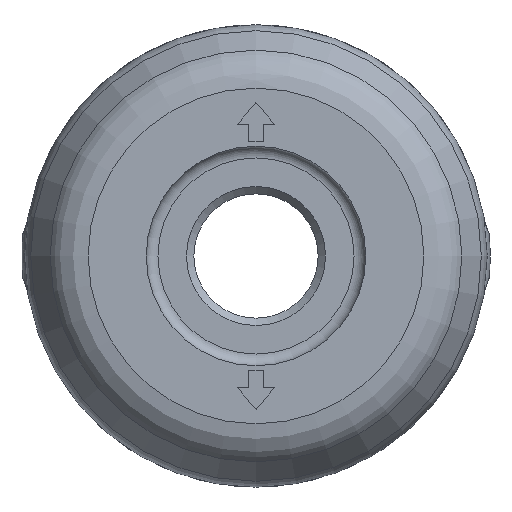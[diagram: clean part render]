
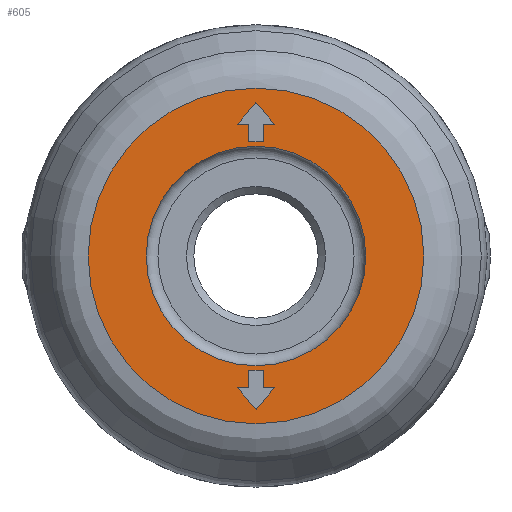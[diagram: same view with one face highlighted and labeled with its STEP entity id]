
A CAD part, front view. The second image highlights one B-rep face of the part: STEP entity #605.
In plain terms, the highlighted planar face has unit normal (0, -1, 0).
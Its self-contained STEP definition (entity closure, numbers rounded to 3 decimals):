
#3 = EDGE_CURVE ( 'NONE', #808, #808, #1314, .T. ) ;
#16 = VERTEX_POINT ( 'NONE', #1818 ) ;
#42 = EDGE_LOOP ( 'NONE', ( #1835 ) ) ;
#43 = CARTESIAN_POINT ( 'NONE',  ( -0.5, 0., -9. ) ) ;
#50 = VERTEX_POINT ( 'NONE', #1400 ) ;
#59 = CARTESIAN_POINT ( 'NONE',  ( 0., 0., 7.5 ) ) ;
#62 = CARTESIAN_POINT ( 'NONE',  ( 1.259, 0., -9. ) ) ;
#90 = CARTESIAN_POINT ( 'NONE',  ( -0.5, 0., 7.8 ) ) ;
#107 = CARTESIAN_POINT ( 'NONE',  ( -0.5, 0., 9. ) ) ;
#156 = CIRCLE ( 'NONE', #488, 7.5 ) ;
#172 = VERTEX_POINT ( 'NONE', #1353 ) ;
#173 = VERTEX_POINT ( 'NONE', #323 ) ;
#201 = ORIENTED_EDGE ( 'NONE', *, *, #1079, .F. ) ;
#202 = DIRECTION ( 'NONE',  ( 0.643, 0., 0.766 ) ) ;
#207 = LINE ( 'NONE', #62, #315 ) ;
#212 = EDGE_CURVE ( 'NONE', #887, #1500, #628, .T. ) ;
#223 = CARTESIAN_POINT ( 'NONE',  ( 0., 0., -10.5 ) ) ;
#230 = VECTOR ( 'NONE', #1479, 1000. ) ;
#254 = EDGE_CURVE ( 'NONE', #173, #50, #1638, .T. ) ;
#260 = CARTESIAN_POINT ( 'NONE',  ( -0.5, 0., 7.8 ) ) ;
#263 = DIRECTION ( 'NONE',  ( 0., 0., 1. ) ) ;
#267 = VERTEX_POINT ( 'NONE', #845 ) ;
#288 = FACE_BOUND ( 'NONE', #1713, .T. ) ;
#300 = ORIENTED_EDGE ( 'NONE', *, *, #1416, .T. ) ;
#315 = VECTOR ( 'NONE', #1790, 1000. ) ;
#316 = ORIENTED_EDGE ( 'NONE', *, *, #254, .T. ) ;
#318 = DIRECTION ( 'NONE',  ( 0., 1., 0. ) ) ;
#319 = LINE ( 'NONE', #43, #574 ) ;
#323 = CARTESIAN_POINT ( 'NONE',  ( 0.5, 0., 9. ) ) ;
#326 = FACE_BOUND ( 'NONE', #1260, .T. ) ;
#335 = DIRECTION ( 'NONE',  ( 0.643, 0., -0.766 ) ) ;
#349 = DIRECTION ( 'NONE',  ( 0., 0., -1. ) ) ;
#352 = CARTESIAN_POINT ( 'NONE',  ( -0.5, 0., -9. ) ) ;
#360 = LINE ( 'NONE', #923, #997 ) ;
#371 = CARTESIAN_POINT ( 'NONE',  ( 0., 0., -10.5 ) ) ;
#391 = LINE ( 'NONE', #951, #1571 ) ;
#399 = DIRECTION ( 'NONE',  ( 0.643, 0., 0.766 ) ) ;
#426 = CARTESIAN_POINT ( 'NONE',  ( 0., 0., 10.5 ) ) ;
#436 = DIRECTION ( 'NONE',  ( 0., 1., 0. ) ) ;
#442 = VERTEX_POINT ( 'NONE', #1698 ) ;
#461 = CARTESIAN_POINT ( 'NONE',  ( 1.259, 0., -9. ) ) ;
#462 = CARTESIAN_POINT ( 'NONE',  ( 0., 0., -7.5 ) ) ;
#474 = VERTEX_POINT ( 'NONE', #260 ) ;
#488 = AXIS2_PLACEMENT_3D ( 'NONE', #1444, #436, #1008 ) ;
#513 = VECTOR ( 'NONE', #202, 1000. ) ;
#553 = EDGE_CURVE ( 'NONE', #442, #1738, #1324, .T. ) ;
#568 = LINE ( 'NONE', #1735, #912 ) ;
#571 = ORIENTED_EDGE ( 'NONE', *, *, #1373, .F. ) ;
#574 = VECTOR ( 'NONE', #1495, 1000. ) ;
#605 = ADVANCED_FACE ( 'NONE', ( #1182, #1603, #326, #288 ), #1753, .F. ) ;
#628 = LINE ( 'NONE', #1763, #230 ) ;
#633 = LINE ( 'NONE', #1605, #1632 ) ;
#642 = CARTESIAN_POINT ( 'NONE',  ( 0.5, 0., -9. ) ) ;
#654 = ORIENTED_EDGE ( 'NONE', *, *, #782, .F. ) ;
#659 = VECTOR ( 'NONE', #900, 1000. ) ;
#684 = LINE ( 'NONE', #223, #513 ) ;
#739 = EDGE_CURVE ( 'NONE', #172, #442, #391, .T. ) ;
#756 = CARTESIAN_POINT ( 'NONE',  ( 1.259, 0., 9. ) ) ;
#760 = ORIENTED_EDGE ( 'NONE', *, *, #739, .T. ) ;
#779 = VERTEX_POINT ( 'NONE', #59 ) ;
#782 = EDGE_CURVE ( 'NONE', #1623, #1806, #684, .T. ) ;
#784 = DIRECTION ( 'NONE',  ( -1., 0., 0. ) ) ;
#808 = VERTEX_POINT ( 'NONE', #1630 ) ;
#827 = ORIENTED_EDGE ( 'NONE', *, *, #1505, .F. ) ;
#845 = CARTESIAN_POINT ( 'NONE',  ( 0.5, 0., -9. ) ) ;
#876 = EDGE_CURVE ( 'NONE', #267, #16, #1365, .T. ) ;
#887 = VERTEX_POINT ( 'NONE', #352 ) ;
#900 = DIRECTION ( 'NONE',  ( 0.643, 0., -0.766 ) ) ;
#912 = VECTOR ( 'NONE', #1572, 1000. ) ;
#922 = CARTESIAN_POINT ( 'NONE',  ( 0.5, 0., 9. ) ) ;
#923 = CARTESIAN_POINT ( 'NONE',  ( 1.259, 0., 9. ) ) ;
#951 = CARTESIAN_POINT ( 'NONE',  ( 0., 0., 10.5 ) ) ;
#958 = EDGE_CURVE ( 'NONE', #474, #1221, #1177, .T. ) ;
#988 = ORIENTED_EDGE ( 'NONE', *, *, #553, .T. ) ;
#995 = EDGE_CURVE ( 'NONE', #16, #1631, #568, .T. ) ;
#997 = VECTOR ( 'NONE', #784, 1000. ) ;
#1008 = DIRECTION ( 'NONE',  ( 0., 0., 1. ) ) ;
#1052 = VECTOR ( 'NONE', #263, 1000. ) ;
#1069 = AXIS2_PLACEMENT_3D ( 'NONE', #1124, #1112, #1679 ) ;
#1079 = EDGE_CURVE ( 'NONE', #1806, #267, #207, .T. ) ;
#1112 = DIRECTION ( 'NONE',  ( 0., 1., 0. ) ) ;
#1124 = CARTESIAN_POINT ( 'NONE',  ( 0., 0., 0. ) ) ;
#1130 = AXIS2_PLACEMENT_3D ( 'NONE', #462, #318, #1442 ) ;
#1154 = ORIENTED_EDGE ( 'NONE', *, *, #1617, .T. ) ;
#1177 = LINE ( 'NONE', #1581, #1218 ) ;
#1182 = FACE_BOUND ( 'NONE', #42, .T. ) ;
#1194 = ORIENTED_EDGE ( 'NONE', *, *, #995, .F. ) ;
#1218 = VECTOR ( 'NONE', #1849, 1000. ) ;
#1221 = VERTEX_POINT ( 'NONE', #107 ) ;
#1241 = CARTESIAN_POINT ( 'NONE',  ( -0.5, 0., -7.8 ) ) ;
#1260 = EDGE_LOOP ( 'NONE', ( #201, #654, #827, #1358, #571, #1194, #1732 ) ) ;
#1314 = CIRCLE ( 'NONE', #1069, 11.47 ) ;
#1324 = LINE ( 'NONE', #426, #659 ) ;
#1332 = EDGE_CURVE ( 'NONE', #779, #779, #156, .T. ) ;
#1339 = VECTOR ( 'NONE', #349, 1000. ) ;
#1353 = CARTESIAN_POINT ( 'NONE',  ( -1.259, 0., 9. ) ) ;
#1358 = ORIENTED_EDGE ( 'NONE', *, *, #212, .F. ) ;
#1361 = CARTESIAN_POINT ( 'NONE',  ( 0., 0., -10.5 ) ) ;
#1365 = LINE ( 'NONE', #642, #1052 ) ;
#1373 = EDGE_CURVE ( 'NONE', #1631, #887, #319, .T. ) ;
#1383 = LINE ( 'NONE', #90, #1426 ) ;
#1400 = CARTESIAN_POINT ( 'NONE',  ( 0.5, 0., 7.8 ) ) ;
#1416 = EDGE_CURVE ( 'NONE', #1221, #172, #633, .T. ) ;
#1426 = VECTOR ( 'NONE', #1658, 1000. ) ;
#1442 = DIRECTION ( 'NONE',  ( 0., 0., 1. ) ) ;
#1444 = CARTESIAN_POINT ( 'NONE',  ( 0., 0., 0. ) ) ;
#1479 = DIRECTION ( 'NONE',  ( -1., 0., 0. ) ) ;
#1495 = DIRECTION ( 'NONE',  ( 0., 0., -1. ) ) ;
#1500 = VERTEX_POINT ( 'NONE', #1625 ) ;
#1504 = DIRECTION ( 'NONE',  ( -1., 0., 0. ) ) ;
#1505 = EDGE_CURVE ( 'NONE', #1500, #1623, #1746, .T. ) ;
#1515 = ORIENTED_EDGE ( 'NONE', *, *, #958, .T. ) ;
#1518 = VECTOR ( 'NONE', #335, 1000. ) ;
#1571 = VECTOR ( 'NONE', #399, 1000. ) ;
#1572 = DIRECTION ( 'NONE',  ( -1., 0., 0. ) ) ;
#1581 = CARTESIAN_POINT ( 'NONE',  ( -0.5, 0., 9. ) ) ;
#1585 = EDGE_CURVE ( 'NONE', #1738, #173, #360, .T. ) ;
#1603 = FACE_OUTER_BOUND ( 'NONE', #1640, .T. ) ;
#1605 = CARTESIAN_POINT ( 'NONE',  ( -1.259, 0., 9. ) ) ;
#1617 = EDGE_CURVE ( 'NONE', #50, #474, #1383, .T. ) ;
#1623 = VERTEX_POINT ( 'NONE', #371 ) ;
#1625 = CARTESIAN_POINT ( 'NONE',  ( -1.259, 0., -9. ) ) ;
#1629 = ORIENTED_EDGE ( 'NONE', *, *, #1585, .T. ) ;
#1630 = CARTESIAN_POINT ( 'NONE',  ( 0., 0., 11.47 ) ) ;
#1631 = VERTEX_POINT ( 'NONE', #1241 ) ;
#1632 = VECTOR ( 'NONE', #1504, 1000. ) ;
#1638 = LINE ( 'NONE', #922, #1339 ) ;
#1640 = EDGE_LOOP ( 'NONE', ( #1743 ) ) ;
#1658 = DIRECTION ( 'NONE',  ( -1., 0., 0. ) ) ;
#1679 = DIRECTION ( 'NONE',  ( 0., 0., 1. ) ) ;
#1698 = CARTESIAN_POINT ( 'NONE',  ( 0., 0., 10.5 ) ) ;
#1713 = EDGE_LOOP ( 'NONE', ( #988, #1629, #316, #1154, #1515, #300, #760 ) ) ;
#1732 = ORIENTED_EDGE ( 'NONE', *, *, #876, .F. ) ;
#1735 = CARTESIAN_POINT ( 'NONE',  ( -0.5, 0., -7.8 ) ) ;
#1738 = VERTEX_POINT ( 'NONE', #756 ) ;
#1743 = ORIENTED_EDGE ( 'NONE', *, *, #3, .F. ) ;
#1746 = LINE ( 'NONE', #1361, #1518 ) ;
#1753 = PLANE ( 'NONE',  #1130 ) ;
#1763 = CARTESIAN_POINT ( 'NONE',  ( -1.259, 0., -9. ) ) ;
#1790 = DIRECTION ( 'NONE',  ( -1., 0., 0. ) ) ;
#1806 = VERTEX_POINT ( 'NONE', #461 ) ;
#1818 = CARTESIAN_POINT ( 'NONE',  ( 0.5, 0., -7.8 ) ) ;
#1835 = ORIENTED_EDGE ( 'NONE', *, *, #1332, .T. ) ;
#1849 = DIRECTION ( 'NONE',  ( 0., 0., 1. ) ) ;
